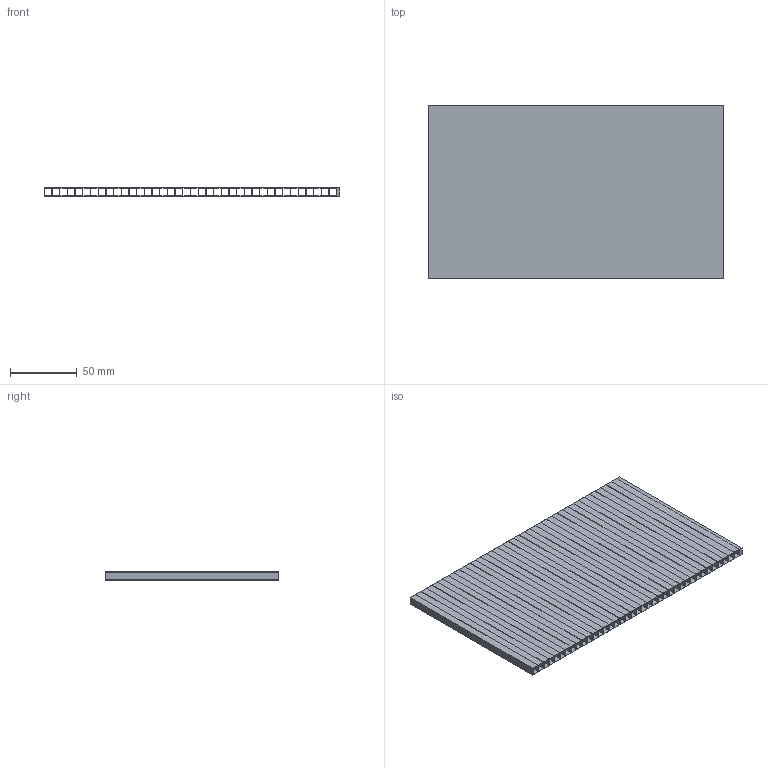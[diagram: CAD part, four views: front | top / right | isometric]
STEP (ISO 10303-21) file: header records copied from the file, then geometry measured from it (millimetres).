
FILE_DESCRIPTION (( 'STEP AP203' ), '1' );
FILE_NAME ('22.1cmX13.0cm Bin Cover_Default_sldprt.STEP', '2023-10-19T05:33:00', ( '' ), ( '' ), 'SwSTEP 2.0', 'SolidWorks 2023', '' );
FILE_SCHEMA (( 'CONFIG_CONTROL_DESIGN' ));
Length unit declared in the file: millimetre
Products named in the file (1): 22.1cmX13.0cm Bin Cover_Default_sldprt
Bounding box: 221 x 130 x 6 mm (x, y, z)
Volume: 22945 mm3; surface area: 168053 mm2
Topology: 1 solids, 1 shells, 158 faces, 468 edges, 312 vertices
Faces by surface type: plane 158
Entity records: 5401 total; most frequent: CARTESIAN_POINT 939, ORIENTED_EDGE 936, DIRECTION 786, EDGE_CURVE 468, LINE 468, VECTOR 468, VERTEX_POINT 312, EDGE_LOOP 234
